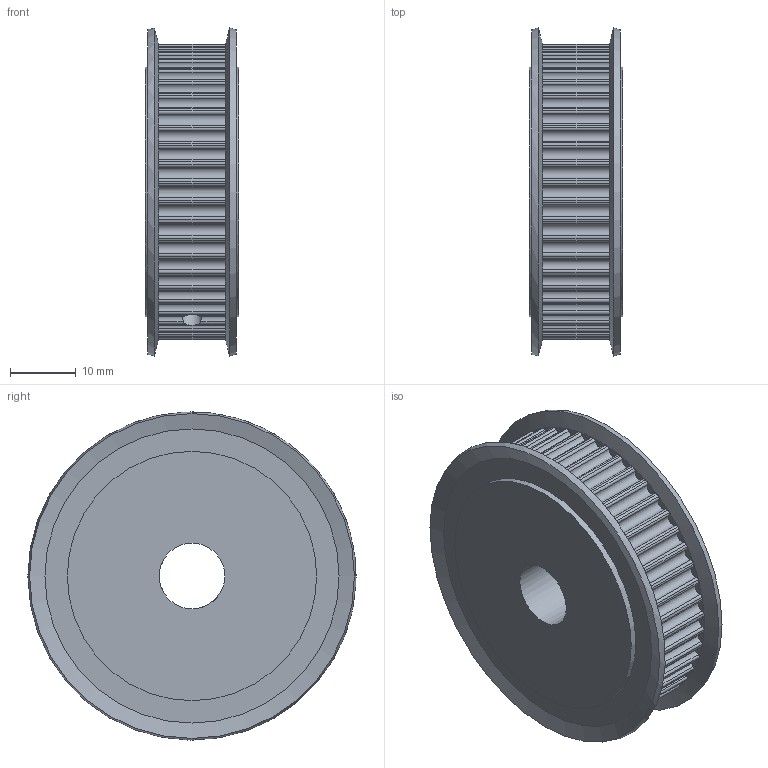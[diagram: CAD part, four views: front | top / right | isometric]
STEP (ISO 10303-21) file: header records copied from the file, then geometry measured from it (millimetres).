
FILE_DESCRIPTION(/* description */ ('STEP AP214'),/* implementation_level */ '2;1');
FILE_NAME(/* name */ 'GPA48MR3090-A-P10',/* time_stamp */ '2025-02-03T22:25:24+01:00',/* author */ ('License CC BY-ND 4.0'),/* organization */ ('CADENAS'),/* preprocessor_version */ 'ST-DEVELOPER v19.3',/* originating_system */ 'PARTsolutions',/* authorisation */ ' ');
FILE_SCHEMA (('AUTOMOTIVE_DESIGN {1 0 10303 214 3 1 1}'));
Length unit declared in the file: millimetre
Products named in the file (3): GPA48MR3090-A-P10; GPA48MR3090-A-P10_b; SET-SCREW4-3
Assembly tree (3 placements, depth 2):
  GPA48MR3090-A-P10
    GPA48MR3090-A-P10_b
    SET-SCREW4-3  x2
Bounding box: 14.2 x 50 x 50 mm (x, y, z)
Volume: 20245.6 mm3; surface area: 8105.8 mm2
Topology: 3 solids, 3 shells, 345 faces, 805 edges, 466 vertices
Faces by surface type: cylinder 205, plane 128, cone 12
Full cylindrical faces by diameter (mm): 3.242 x2, 4 x2, 10 x1, 38 x2
Entity records: 9395 total; most frequent: DIRECTION 1890, CARTESIAN_POINT 1604, ORIENTED_EDGE 1488, AXIS2_PLACEMENT_3D 833, EDGE_CURVE 744, CIRCLE 502, VERTEX_POINT 437, FACE_BOUND 349
